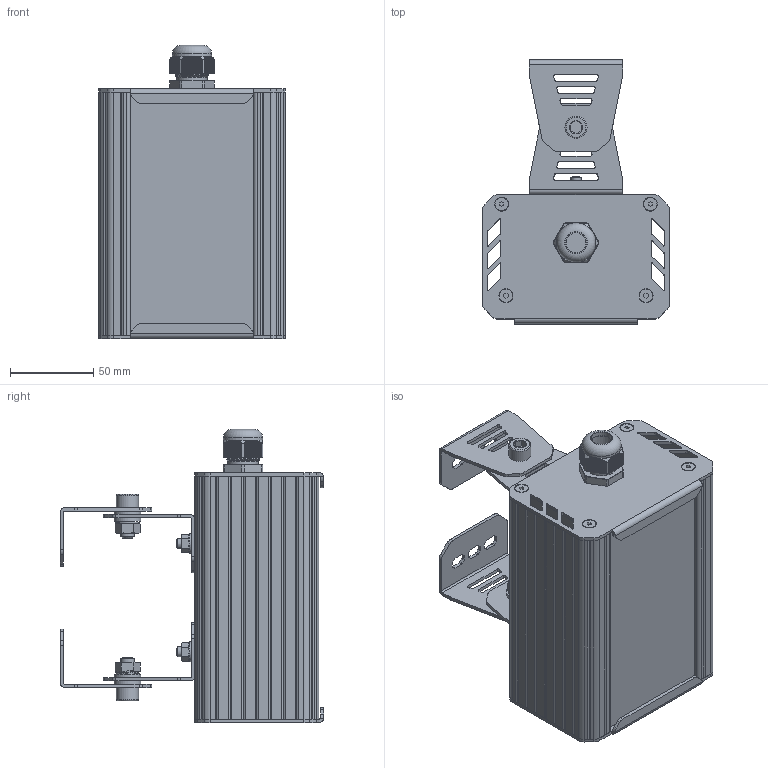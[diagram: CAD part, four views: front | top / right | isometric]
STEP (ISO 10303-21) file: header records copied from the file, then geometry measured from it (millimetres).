
FILE_DESCRIPTION(('STEP AP214'), '1');
FILE_NAME('001.0070.28.000 - ÃÑÏ-Ïðèìà-Îïòèê-10', '2023-09-21T16:18:33', ('Ëóêîíèí Å Ï'), ('ÎÊÁ Ñâîé Ñòèëü'), 'C3D Converter', 'C3D Toolkit', '');
FILE_SCHEMA(('AUTOMOTIVE_DESIGN { 1 0 10303 214 3 1 1}'));
Length unit declared in the file: millimetre
Products named in the file (31): 001.0070.28.000; 001.0065.01.000
Assembly tree (52 placements, depth 4):
  001.0070.28.000
    (unnamed)
      (unnamed)
      (unnamed)
      (unnamed)  x4
      (unnamed)
      (unnamed)  x4
      (unnamed)
      (unnamed)
      (unnamed)
      (unnamed)
        (unnamed)
        (unnamed)  x3
        (unnamed)  x13
        (unnamed)
        (unnamed)
        (unnamed)
        (unnamed)
        (unnamed)
        (unnamed)
        (unnamed)
    001.0065.01.000  x2
      (unnamed)
      (unnamed)
      (unnamed)
      (unnamed)
      (unnamed)
      (unnamed)
      (unnamed)
      (unnamed)
      (unnamed)
Bounding box: 112.19 x 158.42 x 176 mm (x, y, z)
Volume: 354340.3 mm3; surface area: 308619.6 mm2
Topology: 69 solids, 69 shells, 2183 faces, 5984 edges, 4007 vertices
Faces by surface type: plane 1212, cylinder 764, cone 166, bspline 28, torus 10, sphere 3
Full cylindrical faces by diameter (mm): 1 x3, 2 x2, 2.5 x4, 2.8 x25, 3.2 x3, 3.5 x6, 4 x8, 6 x4, 6.375 x2, 8 x12, 8.5 x8, 9 x13, 12 x3, 12.5 x1, 13.333 x2, 16 x4, 18.5 x3, 20 x1, 23.5 x1
Entity records: 114620 total; most frequent: CARTESIAN_POINT 40330, DIRECTION 9942, ORIENTED_EDGE 9670, EDGE_CURVE 4835, COLOUR_RGB 4329, PRESENTATION_STYLE_ASSIGNMENT 4329, AXIS2_PLACEMENT_3D 3548, CURVE_STYLE 3450
